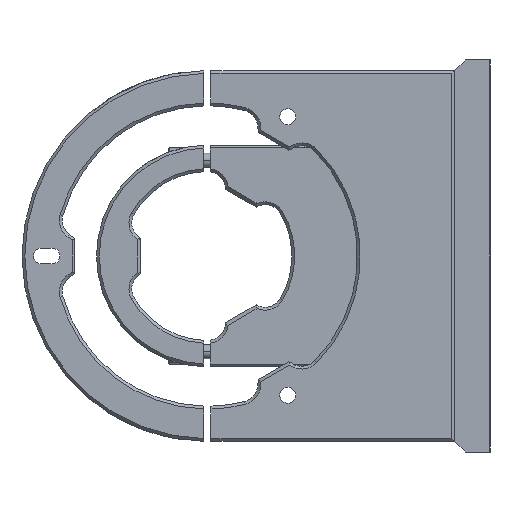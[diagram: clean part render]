
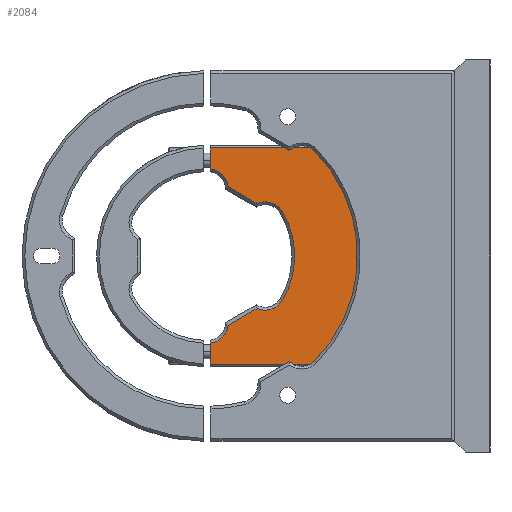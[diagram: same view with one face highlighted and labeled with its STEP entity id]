
A CAD part, left-side view. The second image highlights one B-rep face of the part: STEP entity #2084.
In plain terms, the highlighted planar face has unit normal (-1, 0, 0).
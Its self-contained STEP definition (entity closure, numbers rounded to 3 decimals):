
#365 = CIRCLE ( 'NONE', #5011, 5.8 ) ;
#493 = EDGE_CURVE ( 'NONE', #2533, #7361, #9867, .T. ) ;
#511 = CARTESIAN_POINT ( 'NONE',  ( 130., -7.571, 14.87 ) ) ;
#618 = PLANE ( 'NONE',  #9149 ) ;
#630 = CARTESIAN_POINT ( 'NONE',  ( 130., 5.723, 24.663 ) ) ;
#639 = LINE ( 'NONE', #3804, #9132 ) ;
#727 = DIRECTION ( 'NONE',  ( 0., 0., 1. ) ) ;
#947 = EDGE_CURVE ( 'NONE', #6191, #10226, #7601, .T. ) ;
#1058 = ORIENTED_EDGE ( 'NONE', *, *, #1564, .F. ) ;
#1182 = CARTESIAN_POINT ( 'NONE',  ( 130., 5.723, -24.663 ) ) ;
#1334 = CARTESIAN_POINT ( 'NONE',  ( 130., -9.846, -9.535 ) ) ;
#1378 = CIRCLE ( 'NONE', #9351, 5.8 ) ;
#1414 = FACE_OUTER_BOUND ( 'NONE', #7637, .T. ) ;
#1558 = CARTESIAN_POINT ( 'NONE',  ( 130., 0.617, -19.598 ) ) ;
#1564 = EDGE_CURVE ( 'NONE', #7957, #1588, #2793, .T. ) ;
#1588 = VERTEX_POINT ( 'NONE', #1182 ) ;
#1691 = CIRCLE ( 'NONE', #8873, 5.8 ) ;
#1728 = ORIENTED_EDGE ( 'NONE', *, *, #3112, .T. ) ;
#1756 = ORIENTED_EDGE ( 'NONE', *, *, #947, .T. ) ;
#1951 = VECTOR ( 'NONE', #727, 1000. ) ;
#1980 = CIRCLE ( 'NONE', #4115, 5.8 ) ;
#2084 = ADVANCED_FACE ( 'NONE', ( #1414 ), #618, .F. ) ;
#2115 = DIRECTION ( 'NONE',  ( 1., 0., 0. ) ) ;
#2117 = DIRECTION ( 'NONE',  ( 0., 0., -1. ) ) ;
#2290 = VERTEX_POINT ( 'NONE', #1558 ) ;
#2477 = ORIENTED_EDGE ( 'NONE', *, *, #493, .F. ) ;
#2533 = VERTEX_POINT ( 'NONE', #630 ) ;
#2603 = DIRECTION ( 'NONE',  ( 1., 0., 0. ) ) ;
#2680 = VERTEX_POINT ( 'NONE', #511 ) ;
#2732 = CARTESIAN_POINT ( 'NONE',  ( 130., 5.723, 65.904 ) ) ;
#2734 = DIRECTION ( 'NONE',  ( 1., 0., 0. ) ) ;
#2793 = LINE ( 'NONE', #5015, #2802 ) ;
#2802 = VECTOR ( 'NONE', #5060, 1000. ) ;
#2842 = VECTOR ( 'NONE', #4953, 1000. ) ;
#2868 = CARTESIAN_POINT ( 'NONE',  ( 130., 6.473, 0. ) ) ;
#2898 = EDGE_CURVE ( 'NONE', #7560, #7361, #8656, .T. ) ;
#2944 = LINE ( 'NONE', #9448, #4586 ) ;
#3112 = EDGE_CURVE ( 'NONE', #7930, #6191, #6854, .T. ) ;
#3167 = ORIENTED_EDGE ( 'NONE', *, *, #9015, .T. ) ;
#3188 = EDGE_CURVE ( 'NONE', #2290, #1588, #1378, .T. ) ;
#3241 = ORIENTED_EDGE ( 'NONE', *, *, #3339, .T. ) ;
#3242 = CARTESIAN_POINT ( 'NONE',  ( 130., -14.853, 12.461 ) ) ;
#3339 = EDGE_CURVE ( 'NONE', #2680, #8587, #365, .T. ) ;
#3345 = ORIENTED_EDGE ( 'NONE', *, *, #3188, .T. ) ;
#3508 = ORIENTED_EDGE ( 'NONE', *, *, #7466, .T. ) ;
#3604 = CARTESIAN_POINT ( 'NONE',  ( 130., -62.727, -30.6 ) ) ;
#3612 = CARTESIAN_POINT ( 'NONE',  ( 130., -9.846, 9.535 ) ) ;
#3666 = CARTESIAN_POINT ( 'NONE',  ( 130., 6.375, -18.9 ) ) ;
#3732 = EDGE_CURVE ( 'NONE', #8587, #7930, #1691, .T. ) ;
#3783 = DIRECTION ( 'NONE',  ( 1., 0., 0. ) ) ;
#3804 = CARTESIAN_POINT ( 'NONE',  ( 130., 6.473, -30.6 ) ) ;
#3856 = AXIS2_PLACEMENT_3D ( 'NONE', #9060, #9775, #7475 ) ;
#4115 = AXIS2_PLACEMENT_3D ( 'NONE', #7459, #9242, #2117 ) ;
#4226 = CARTESIAN_POINT ( 'NONE',  ( 130., 0.617, 19.598 ) ) ;
#4363 = CARTESIAN_POINT ( 'NONE',  ( 130., -9.846, 15.335 ) ) ;
#4515 = CARTESIAN_POINT ( 'NONE',  ( 130., 5.723, 30.6 ) ) ;
#4586 = VECTOR ( 'NONE', #9349, 1000. ) ;
#4592 = DIRECTION ( 'NONE',  ( 0., 0., -1. ) ) ;
#4869 = ORIENTED_EDGE ( 'NONE', *, *, #9950, .T. ) ;
#4953 = DIRECTION ( 'NONE',  ( 0., 0., 1. ) ) ;
#5011 = AXIS2_PLACEMENT_3D ( 'NONE', #8910, #2603, #5760 ) ;
#5015 = CARTESIAN_POINT ( 'NONE',  ( 130., 5.723, 65.904 ) ) ;
#5038 = CARTESIAN_POINT ( 'NONE',  ( 130., -6.961, 15.222 ) ) ;
#5060 = DIRECTION ( 'NONE',  ( 0., 0., 1. ) ) ;
#5145 = LINE ( 'NONE', #5038, #6917 ) ;
#5220 = DIRECTION ( 'NONE',  ( 1., 0., 0. ) ) ;
#5394 = DIRECTION ( 'NONE',  ( 0., 1., 0. ) ) ;
#5760 = DIRECTION ( 'NONE',  ( 0., 0., -1. ) ) ;
#6191 = VERTEX_POINT ( 'NONE', #6542 ) ;
#6330 = EDGE_CURVE ( 'NONE', #2533, #8855, #1980, .T. ) ;
#6542 = CARTESIAN_POINT ( 'NONE',  ( 130., -14.853, -12.461 ) ) ;
#6602 = AXIS2_PLACEMENT_3D ( 'NONE', #1334, #2115, #8522 ) ;
#6854 = CIRCLE ( 'NONE', #3856, 24.7 ) ;
#6917 = VECTOR ( 'NONE', #8339, 1000. ) ;
#7002 = DIRECTION ( 'NONE',  ( 0., -1., 0. ) ) ;
#7229 = ORIENTED_EDGE ( 'NONE', *, *, #9251, .T. ) ;
#7361 = VERTEX_POINT ( 'NONE', #4515 ) ;
#7418 = CARTESIAN_POINT ( 'NONE',  ( 130., -62.727, 30.6 ) ) ;
#7459 = CARTESIAN_POINT ( 'NONE',  ( 130., 6.375, 18.9 ) ) ;
#7466 = EDGE_CURVE ( 'NONE', #7650, #7560, #9664, .T. ) ;
#7475 = DIRECTION ( 'NONE',  ( 0., 0., -1. ) ) ;
#7560 = VERTEX_POINT ( 'NONE', #8147 ) ;
#7601 = CIRCLE ( 'NONE', #6602, 5.8 ) ;
#7637 = EDGE_LOOP ( 'NONE', ( #3167, #3508, #8270, #2477, #7831, #7229, #3241, #7859, #1728, #1756, #4869, #3345, #1058 ) ) ;
#7650 = VERTEX_POINT ( 'NONE', #3604 ) ;
#7831 = ORIENTED_EDGE ( 'NONE', *, *, #6330, .T. ) ;
#7856 = CARTESIAN_POINT ( 'NONE',  ( 130., 6.473, 30.6 ) ) ;
#7859 = ORIENTED_EDGE ( 'NONE', *, *, #3732, .T. ) ;
#7930 = VERTEX_POINT ( 'NONE', #3242 ) ;
#7957 = VERTEX_POINT ( 'NONE', #8123 ) ;
#8123 = CARTESIAN_POINT ( 'NONE',  ( 130., 5.723, -30.6 ) ) ;
#8147 = CARTESIAN_POINT ( 'NONE',  ( 130., -62.727, 30.6 ) ) ;
#8270 = ORIENTED_EDGE ( 'NONE', *, *, #2898, .T. ) ;
#8339 = DIRECTION ( 'NONE',  ( 0., -0.866, -0.5 ) ) ;
#8522 = DIRECTION ( 'NONE',  ( 0., 0., -1. ) ) ;
#8587 = VERTEX_POINT ( 'NONE', #4363 ) ;
#8656 = LINE ( 'NONE', #7856, #10011 ) ;
#8855 = VERTEX_POINT ( 'NONE', #4226 ) ;
#8873 = AXIS2_PLACEMENT_3D ( 'NONE', #3612, #2734, #9243 ) ;
#8910 = CARTESIAN_POINT ( 'NONE',  ( 130., -9.846, 9.535 ) ) ;
#9015 = EDGE_CURVE ( 'NONE', #7957, #7650, #639, .T. ) ;
#9060 = CARTESIAN_POINT ( 'NONE',  ( 130., 6.473, 0. ) ) ;
#9132 = VECTOR ( 'NONE', #7002, 1000. ) ;
#9149 = AXIS2_PLACEMENT_3D ( 'NONE', #2868, #3783, #9422 ) ;
#9242 = DIRECTION ( 'NONE',  ( 1., 0., 0. ) ) ;
#9243 = DIRECTION ( 'NONE',  ( 0., 0., -1. ) ) ;
#9251 = EDGE_CURVE ( 'NONE', #8855, #2680, #5145, .T. ) ;
#9349 = DIRECTION ( 'NONE',  ( 0., 0.866, -0.5 ) ) ;
#9351 = AXIS2_PLACEMENT_3D ( 'NONE', #3666, #5220, #4592 ) ;
#9422 = DIRECTION ( 'NONE',  ( 0., 0., -1. ) ) ;
#9448 = CARTESIAN_POINT ( 'NONE',  ( 130., 0.007, -19.246 ) ) ;
#9664 = LINE ( 'NONE', #7418, #2842 ) ;
#9775 = DIRECTION ( 'NONE',  ( 1., 0., 0. ) ) ;
#9867 = LINE ( 'NONE', #2732, #1951 ) ;
#9906 = CARTESIAN_POINT ( 'NONE',  ( 130., -7.571, -14.87 ) ) ;
#9950 = EDGE_CURVE ( 'NONE', #10226, #2290, #2944, .T. ) ;
#10011 = VECTOR ( 'NONE', #5394, 1000. ) ;
#10226 = VERTEX_POINT ( 'NONE', #9906 ) ;
